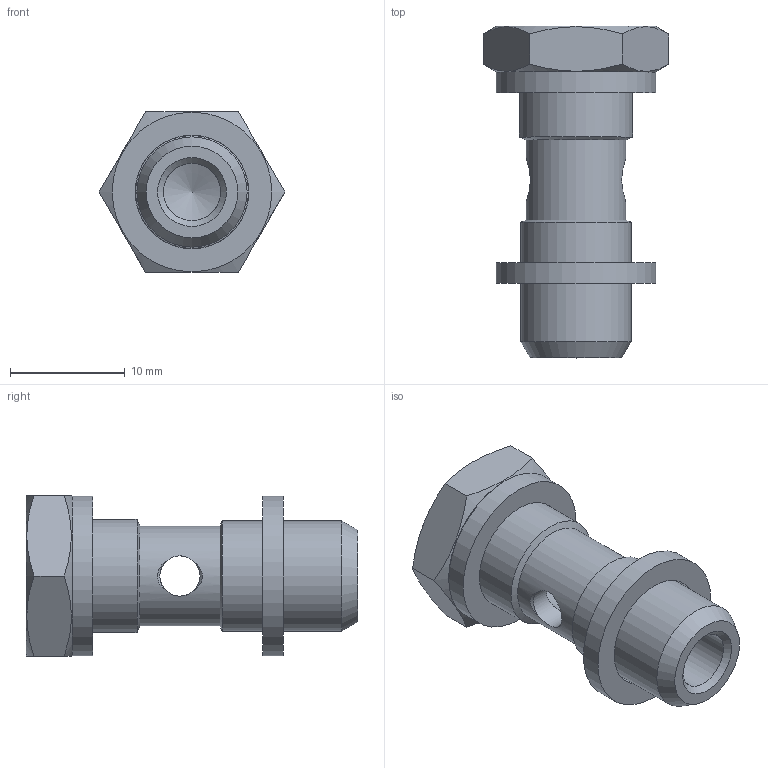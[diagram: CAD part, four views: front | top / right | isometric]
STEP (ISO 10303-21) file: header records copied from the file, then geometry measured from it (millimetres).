
FILE_DESCRIPTION(/* description */ ('STEP AP214'),/* implementation_level */ '2;1');
FILE_NAME(/* name */ 'X0210001',/* time_stamp */ '2023-05-10T11:57:32+02:00',/* author */ ('License CC BY-ND 4.0'),/* organization */ ('CADENAS'),/* preprocessor_version */ 'ST-DEVELOPER v19.3',/* originating_system */ 'PARTsolutions',/* authorisation */ ' ');
FILE_SCHEMA (('AUTOMOTIVE_DESIGN {1 0 10303 214 3 1 1}'));
Length unit declared in the file: millimetre
Products named in the file (4): X0210001; X0210001_PART3; X0210001_PART2; X0210001_PART1
Assembly tree (3 placements, depth 2):
  X0210001
    X0210001_PART3
    X0210001_PART2
    X0210001_PART1
Bounding box: 16.17 x 28.9 x 14 mm (x, y, z)
Volume: 2128 mm3; surface area: 2197.8 mm2
Topology: 3 solids, 3 shells, 34 faces, 74 edges, 47 vertices
Faces by surface type: plane 13, cone 11, cylinder 10
Full cylindrical faces by diameter (mm): 3.5 x2, 5 x1, 8.7 x1, 9.6 x1, 9.85 x1, 9.9 x2, 13.9 x2
Entity records: 1006 total; most frequent: CARTESIAN_POINT 265, DIRECTION 130, ORIENTED_EDGE 104, AXIS2_PLACEMENT_3D 62, FACE_BOUND 61, EDGE_LOOP 60, EDGE_CURVE 52, VERTEX_POINT 43
